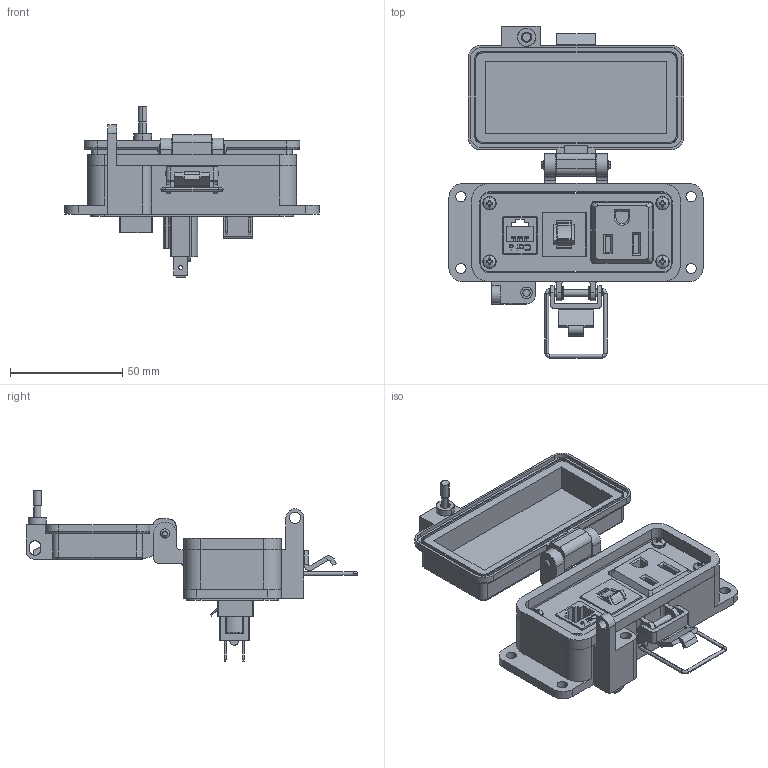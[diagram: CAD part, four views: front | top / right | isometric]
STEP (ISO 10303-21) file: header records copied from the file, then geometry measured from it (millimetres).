
FILE_DESCRIPTION (( 'STEP AP214' ), '1' );
FILE_NAME ('P-R62-F3R3_3D.STEP', '2017-09-07T20:02:23', ( '' ), ( '' ), 'SwSTEP 2.0', 'SolidWorks 2017', '' );
FILE_SCHEMA (( 'AUTOMOTIVE_DESIGN' ));
Length unit declared in the file: millimetre
Products named in the file (11): R62; Z-300-RJ45CAT6; P-R62-F3R3_TP; P-R62-F3R3_FP; P-R62-F3R3_BP; P-R62-F3R3_3D; 92005A124_METRIC PAN HEAD PHILLIPS MACHINE SCREW_92005A124; Z-H-F3; R; Z-200-R0SQ; Z-CB-SM
Assembly tree (13 placements, depth 3):
  P-R62-F3R3_3D
    P-R62-F3R3_BP
    P-R62-F3R3_FP
    P-R62-F3R3_TP
    R62
      Z-300-RJ45CAT6
    Z-CB-SM
    R
      Z-200-R0SQ
    Z-H-F3
    92005A124_METRIC PAN HEAD PHILLIPS MACHINE SCREW_92005A124  x4
Bounding box: 113 x 147.61 x 76.21 mm (x, y, z)
Volume: 103158.3 mm3; surface area: 76157.7 mm2
Topology: 20 solids, 20 shells, 1832 faces, 5129 edges, 3394 vertices
Faces by surface type: cylinder 877, plane 742, bspline 141, cone 45, torus 19, sphere 8
Entity records: 52171 total; most frequent: CARTESIAN_POINT 16282, ORIENTED_EDGE 7102, DIRECTION 5816, EDGE_CURVE 3551, VERTEX_POINT 2347, LINE 2270, VECTOR 2270, AXIS2_PLACEMENT_3D 1773
